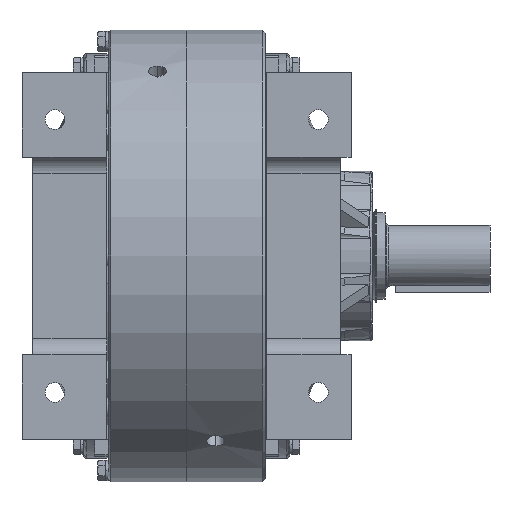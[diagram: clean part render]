
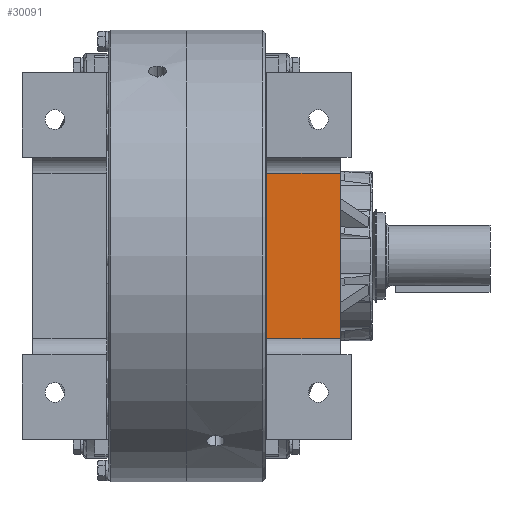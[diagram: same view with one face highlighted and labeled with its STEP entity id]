
A CAD part, front view. The second image highlights one B-rep face of the part: STEP entity #30091.
In plain terms, the highlighted planar face has unit normal (0, -1, 0).
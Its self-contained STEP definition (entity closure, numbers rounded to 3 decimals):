
#113 = CARTESIAN_POINT ( 'NONE',  ( 163.55, -262., -87.708 ) ) ;
#910 = VERTEX_POINT ( 'NONE', #113 ) ;
#4653 = DIRECTION ( 'NONE',  ( 1., 0., 0. ) ) ;
#4741 = VECTOR ( 'NONE', #4653, 1000. ) ;
#4903 = AXIS2_PLACEMENT_3D ( 'NONE', #14246, #19775, #5511 ) ;
#5039 = CARTESIAN_POINT ( 'NONE',  ( 163.55, -262., 87.708 ) ) ;
#5511 = DIRECTION ( 'NONE',  ( 0., 0., -1. ) ) ;
#5527 = LINE ( 'NONE', #19117, #10127 ) ;
#7336 = LINE ( 'NONE', #30671, #21574 ) ;
#9196 = EDGE_CURVE ( 'NONE', #19974, #910, #5527, .T. ) ;
#10127 = VECTOR ( 'NONE', #20135, 1000. ) ;
#10402 = ORIENTED_EDGE ( 'NONE', *, *, #14603, .T. ) ;
#12757 = VERTEX_POINT ( 'NONE', #29690 ) ;
#14246 = CARTESIAN_POINT ( 'NONE',  ( -111.596, -262., 87.708 ) ) ;
#14603 = EDGE_CURVE ( 'NONE', #12757, #910, #17597, .T. ) ;
#16942 = VERTEX_POINT ( 'NONE', #25396 ) ;
#17391 = DIRECTION ( 'NONE',  ( 0., 0., -1. ) ) ;
#17597 = LINE ( 'NONE', #25333, #4741 ) ;
#19117 = CARTESIAN_POINT ( 'NONE',  ( 163.55, -262., 87.708 ) ) ;
#19775 = DIRECTION ( 'NONE',  ( 0., -1., 0. ) ) ;
#19974 = VERTEX_POINT ( 'NONE', #5039 ) ;
#20135 = DIRECTION ( 'NONE',  ( 0., 0., -1. ) ) ;
#21574 = VECTOR ( 'NONE', #33993, 1000. ) ;
#22933 = CARTESIAN_POINT ( 'NONE',  ( 85., -262., 87.708 ) ) ;
#23851 = VECTOR ( 'NONE', #17391, 1000. ) ;
#25333 = CARTESIAN_POINT ( 'NONE',  ( -111.596, -262., -87.708 ) ) ;
#25396 = CARTESIAN_POINT ( 'NONE',  ( 85., -262., 87.708 ) ) ;
#25621 = ORIENTED_EDGE ( 'NONE', *, *, #9196, .F. ) ;
#26112 = ORIENTED_EDGE ( 'NONE', *, *, #37043, .F. ) ;
#27467 = FACE_OUTER_BOUND ( 'NONE', #28770, .T. ) ;
#28770 = EDGE_LOOP ( 'NONE', ( #10402, #25621, #26112, #30009 ) ) ;
#29634 = EDGE_CURVE ( 'NONE', #16942, #12757, #31618, .T. ) ;
#29690 = CARTESIAN_POINT ( 'NONE',  ( 85., -262., -87.708 ) ) ;
#30009 = ORIENTED_EDGE ( 'NONE', *, *, #29634, .T. ) ;
#30091 = ADVANCED_FACE ( 'NONE', ( #27467 ), #34663, .T. ) ;
#30671 = CARTESIAN_POINT ( 'NONE',  ( -111.596, -262., 87.708 ) ) ;
#31618 = LINE ( 'NONE', #22933, #23851 ) ;
#33993 = DIRECTION ( 'NONE',  ( 1., 0., 0. ) ) ;
#34663 = PLANE ( 'NONE',  #4903 ) ;
#37043 = EDGE_CURVE ( 'NONE', #16942, #19974, #7336, .T. ) ;
